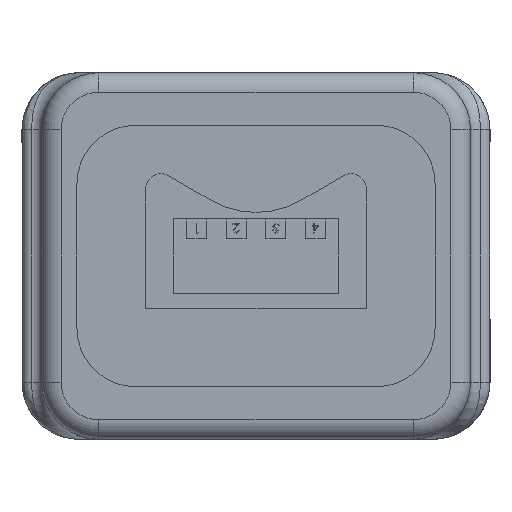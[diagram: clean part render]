
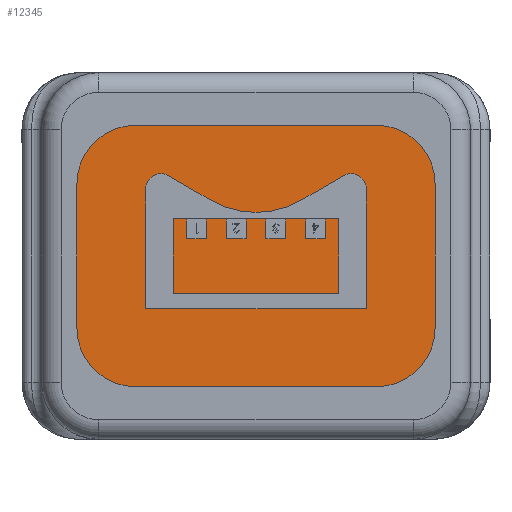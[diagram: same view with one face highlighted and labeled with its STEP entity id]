
A CAD part, left-side view. The second image highlights one B-rep face of the part: STEP entity #12345.
In plain terms, the highlighted face is planar.
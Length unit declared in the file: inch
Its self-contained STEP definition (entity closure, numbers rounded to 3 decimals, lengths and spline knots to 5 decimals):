
#87 = CARTESIAN_POINT ( 'NONE',  ( 0.18071, 0.07283, -0.57087 ) ) ;
#236 = DIRECTION ( 'NONE',  ( -1., 0., 0. ) ) ;
#237 = DIRECTION ( 'NONE',  ( 0., 0., -1. ) ) ;
#268 = FACE_OUTER_BOUND ( 'NONE', #12346, .T. ) ;
#378 = CARTESIAN_POINT ( 'NONE',  ( -0.12165, -0.07283, -0.57087 ) ) ;
#379 = AXIS2_PLACEMENT_3D ( 'NONE', #378, #237, #236 ) ;
#380 = PLANE ( 'NONE',  #379 ) ;
#382 = CARTESIAN_POINT ( 'NONE',  ( 0.12165, -0.13189, -0.57087 ) ) ;
#843 = DIRECTION ( 'NONE',  ( 1., 0., 0. ) ) ;
#844 = DIRECTION ( 'NONE',  ( 0., 0., -1. ) ) ;
#857 = CARTESIAN_POINT ( 'NONE',  ( 0.12165, -0.07283, -0.57087 ) ) ;
#858 = AXIS2_PLACEMENT_3D ( 'NONE', #857, #844, #843 ) ;
#859 = CIRCLE ( 'NONE', #858, 0.05906 ) ;
#904 = DIRECTION ( 'NONE',  ( -1., 0., 0. ) ) ;
#905 = VECTOR ( 'NONE', #904, 39.37008 ) ;
#906 = CARTESIAN_POINT ( 'NONE',  ( -0.12165, -0.13189, -0.57087 ) ) ;
#907 = LINE ( 'NONE', #906, #905 ) ;
#9198 = DIRECTION ( 'NONE',  ( 0., -1., 0. ) ) ;
#9199 = VECTOR ( 'NONE', #9198, 39.37008 ) ;
#9200 = CARTESIAN_POINT ( 'NONE',  ( 0.18071, -0.07283, -0.57087 ) ) ;
#9201 = LINE ( 'NONE', #9200, #9199 ) ;
#9223 = CARTESIAN_POINT ( 'NONE',  ( 0.12165, 0.13189, -0.57087 ) ) ;
#9255 = DIRECTION ( 'NONE',  ( -1., 0., 0. ) ) ;
#9256 = DIRECTION ( 'NONE',  ( 0., 0., -1. ) ) ;
#9257 = CARTESIAN_POINT ( 'NONE',  ( 0.12165, 0.07283, -0.57087 ) ) ;
#9258 = AXIS2_PLACEMENT_3D ( 'NONE', #9257, #9256, #9255 ) ;
#9259 = CIRCLE ( 'NONE', #9258, 0.05906 ) ;
#9263 = CARTESIAN_POINT ( 'NONE',  ( 0.18071, -0.07283, -0.57087 ) ) ;
#9264 = DIRECTION ( 'NONE',  ( 1., 0., 0. ) ) ;
#9265 = VECTOR ( 'NONE', #9264, 39.37008 ) ;
#9266 = CARTESIAN_POINT ( 'NONE',  ( -0.12165, 0.13189, -0.57087 ) ) ;
#9267 = LINE ( 'NONE', #9266, #9265 ) ;
#9596 = CARTESIAN_POINT ( 'NONE',  ( -0.12165, 0.13189, -0.57087 ) ) ;
#9618 = CARTESIAN_POINT ( 'NONE',  ( -0.18071, 0.07283, -0.57087 ) ) ;
#9656 = DIRECTION ( 'NONE',  ( -1., 0., 0. ) ) ;
#9657 = DIRECTION ( 'NONE',  ( 0., 0., -1. ) ) ;
#9658 = CARTESIAN_POINT ( 'NONE',  ( -0.12165, -0.07283, -0.57087 ) ) ;
#9659 = AXIS2_PLACEMENT_3D ( 'NONE', #9658, #9657, #9656 ) ;
#9660 = CIRCLE ( 'NONE', #9659, 0.05906 ) ;
#9661 = CARTESIAN_POINT ( 'NONE',  ( -0.12165, -0.13189, -0.57087 ) ) ;
#9662 = CARTESIAN_POINT ( 'NONE',  ( -0.18071, -0.07283, -0.57087 ) ) ;
#9726 = DIRECTION ( 'NONE',  ( 0., 1., 0. ) ) ;
#9727 = VECTOR ( 'NONE', #9726, 39.37008 ) ;
#9728 = CARTESIAN_POINT ( 'NONE',  ( -0.18071, -0.07283, -0.57087 ) ) ;
#9729 = LINE ( 'NONE', #9728, #9727 ) ;
#9741 = DIRECTION ( 'NONE',  ( -1., 0., 0. ) ) ;
#9742 = DIRECTION ( 'NONE',  ( 0., 0., -1. ) ) ;
#9743 = CARTESIAN_POINT ( 'NONE',  ( -0.12165, 0.07283, -0.57087 ) ) ;
#9744 = AXIS2_PLACEMENT_3D ( 'NONE', #9743, #9742, #9741 ) ;
#9745 = CIRCLE ( 'NONE', #9744, 0.05906 ) ;
#12133 = ORIENTED_EDGE ( 'NONE', *, *, #12319, .T. ) ;
#12187 = ORIENTED_EDGE ( 'NONE', *, *, #19701, .T. ) ;
#12188 = ORIENTED_EDGE ( 'NONE', *, *, #19693, .T. ) ;
#12212 = VERTEX_POINT ( 'NONE', #87 ) ;
#12292 = EDGE_CURVE ( 'NONE', #19534, #12327, #859, .T. ) ;
#12319 = EDGE_CURVE ( 'NONE', #12327, #19642, #907, .T. ) ;
#12320 = ORIENTED_EDGE ( 'NONE', *, *, #19532, .T. ) ;
#12321 = ORIENTED_EDGE ( 'NONE', *, *, #19511, .T. ) ;
#12322 = ORIENTED_EDGE ( 'NONE', *, *, #19521, .T. ) ;
#12323 = ORIENTED_EDGE ( 'NONE', *, *, #12292, .T. ) ;
#12327 = VERTEX_POINT ( 'NONE', #382 ) ;
#12345 = ADVANCED_FACE ( 'NONE', ( #268 ), #380, .T. ) ;
#12346 = EDGE_LOOP ( 'NONE', ( #12347, #12187, #12188, #12320, #12321, #12322, #12323, #12133 ) ) ;
#12347 = ORIENTED_EDGE ( 'NONE', *, *, #19641, .T. ) ;
#19511 = EDGE_CURVE ( 'NONE', #19540, #12212, #9259, .T. ) ;
#19521 = EDGE_CURVE ( 'NONE', #12212, #19534, #9201, .T. ) ;
#19532 = EDGE_CURVE ( 'NONE', #19669, #19540, #9267, .T. ) ;
#19534 = VERTEX_POINT ( 'NONE', #9263 ) ;
#19540 = VERTEX_POINT ( 'NONE', #9223 ) ;
#19639 = VERTEX_POINT ( 'NONE', #9662 ) ;
#19641 = EDGE_CURVE ( 'NONE', #19642, #19639, #9660, .T. ) ;
#19642 = VERTEX_POINT ( 'NONE', #9661 ) ;
#19656 = VERTEX_POINT ( 'NONE', #9618 ) ;
#19669 = VERTEX_POINT ( 'NONE', #9596 ) ;
#19693 = EDGE_CURVE ( 'NONE', #19656, #19669, #9745, .T. ) ;
#19701 = EDGE_CURVE ( 'NONE', #19639, #19656, #9729, .T. ) ;
